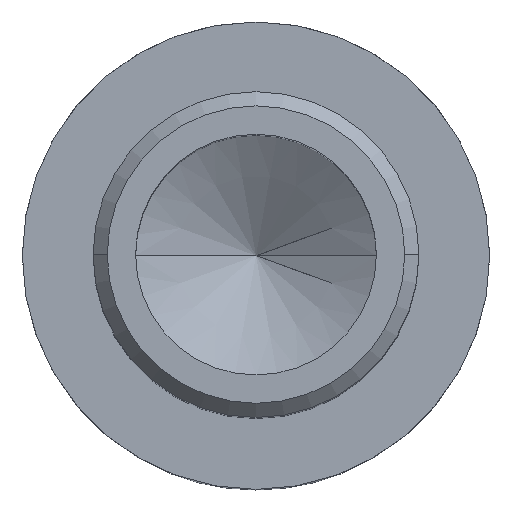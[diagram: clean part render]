
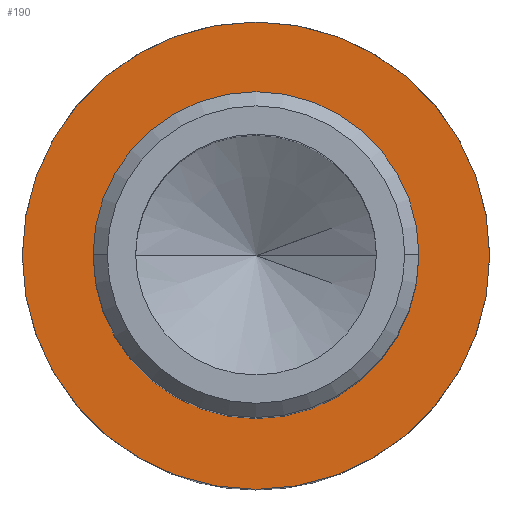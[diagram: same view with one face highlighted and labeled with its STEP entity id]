
A CAD part, top view. The second image highlights one B-rep face of the part: STEP entity #190.
In plain terms, the highlighted planar face has unit normal (0, 0, 1).
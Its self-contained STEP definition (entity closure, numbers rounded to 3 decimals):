
#9 = DIRECTION ( 'NONE',  ( -1., 0., 0. ) ) ;
#83 = CARTESIAN_POINT ( 'NONE',  ( 0., 0., 40. ) ) ;
#93 = ORIENTED_EDGE ( 'NONE', *, *, #556, .T. ) ;
#159 = DIRECTION ( 'NONE',  ( 0., 0., -1. ) ) ;
#190 = ADVANCED_FACE ( 'NONE', ( #749, #995 ), #457, .T. ) ;
#197 = CARTESIAN_POINT ( 'NONE',  ( -16.5, 0., 40. ) ) ;
#223 = AXIS2_PLACEMENT_3D ( 'NONE', #542, #787, #1036 ) ;
#242 = VERTEX_POINT ( 'NONE', #540 ) ;
#247 = CIRCLE ( 'NONE', #649, 16.5 ) ;
#263 = ORIENTED_EDGE ( 'NONE', *, *, #379, .T. ) ;
#276 = EDGE_CURVE ( 'NONE', #242, #471, #247, .T. ) ;
#315 = EDGE_LOOP ( 'NONE', ( #93, #263 ) ) ;
#329 = CARTESIAN_POINT ( 'NONE',  ( -11.5, 0., 40. ) ) ;
#372 = DIRECTION ( 'NONE',  ( -1., 0., 0. ) ) ;
#379 = EDGE_CURVE ( 'NONE', #395, #422, #643, .T. ) ;
#381 = EDGE_CURVE ( 'NONE', #471, #242, #584, .T. ) ;
#395 = VERTEX_POINT ( 'NONE', #632 ) ;
#422 = VERTEX_POINT ( 'NONE', #329 ) ;
#457 = PLANE ( 'NONE',  #223 ) ;
#471 = VERTEX_POINT ( 'NONE', #197 ) ;
#540 = CARTESIAN_POINT ( 'NONE',  ( 16.5, 0., 40. ) ) ;
#542 = CARTESIAN_POINT ( 'NONE',  ( -16.5, 0., 40. ) ) ;
#556 = EDGE_CURVE ( 'NONE', #422, #395, #1007, .T. ) ;
#559 = CARTESIAN_POINT ( 'NONE',  ( 0., 0., 40. ) ) ;
#567 = DIRECTION ( 'NONE',  ( -1., 0., 0. ) ) ;
#579 = AXIS2_PLACEMENT_3D ( 'NONE', #83, #800, #567 ) ;
#584 = CIRCLE ( 'NONE', #970, 16.5 ) ;
#589 = AXIS2_PLACEMENT_3D ( 'NONE', #924, #700, #372 ) ;
#625 = ORIENTED_EDGE ( 'NONE', *, *, #381, .F. ) ;
#632 = CARTESIAN_POINT ( 'NONE',  ( 11.5, 0., 40. ) ) ;
#643 = CIRCLE ( 'NONE', #579, 11.5 ) ;
#649 = AXIS2_PLACEMENT_3D ( 'NONE', #559, #973, #9 ) ;
#700 = DIRECTION ( 'NONE',  ( 0., 0., -1. ) ) ;
#749 = FACE_BOUND ( 'NONE', #315, .T. ) ;
#787 = DIRECTION ( 'NONE',  ( 0., 0., 1. ) ) ;
#790 = DIRECTION ( 'NONE',  ( -1., 0., 0. ) ) ;
#800 = DIRECTION ( 'NONE',  ( 0., 0., -1. ) ) ;
#817 = EDGE_LOOP ( 'NONE', ( #625, #881 ) ) ;
#881 = ORIENTED_EDGE ( 'NONE', *, *, #276, .F. ) ;
#892 = CARTESIAN_POINT ( 'NONE',  ( 0., 0., 40. ) ) ;
#924 = CARTESIAN_POINT ( 'NONE',  ( 0., 0., 40. ) ) ;
#970 = AXIS2_PLACEMENT_3D ( 'NONE', #892, #159, #790 ) ;
#973 = DIRECTION ( 'NONE',  ( 0., 0., -1. ) ) ;
#995 = FACE_OUTER_BOUND ( 'NONE', #817, .T. ) ;
#1007 = CIRCLE ( 'NONE', #589, 11.5 ) ;
#1036 = DIRECTION ( 'NONE',  ( 1., 0., 0. ) ) ;
